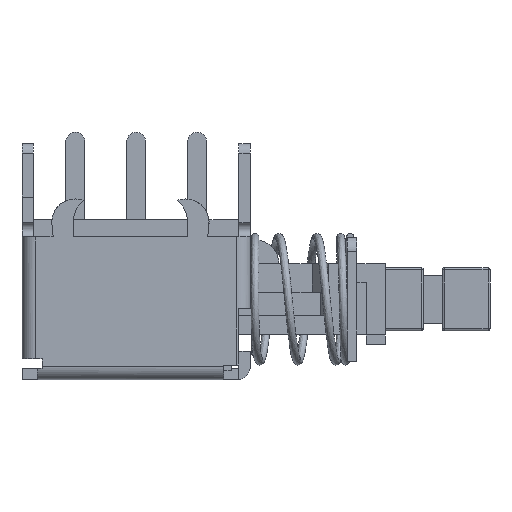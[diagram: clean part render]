
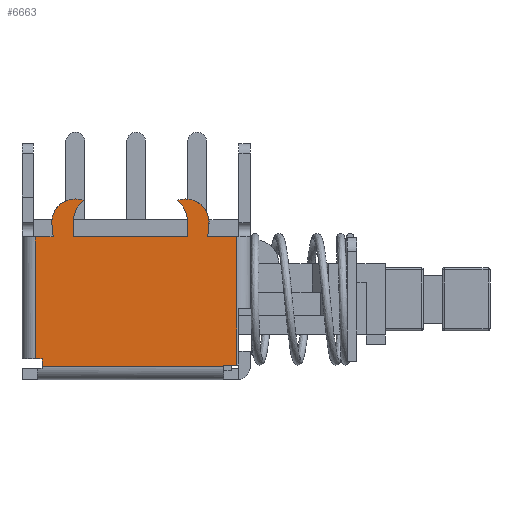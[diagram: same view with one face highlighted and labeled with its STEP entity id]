
A CAD part, left-side view. The second image highlights one B-rep face of the part: STEP entity #6663.
In plain terms, the highlighted planar face has unit normal (-1, 0, 0).
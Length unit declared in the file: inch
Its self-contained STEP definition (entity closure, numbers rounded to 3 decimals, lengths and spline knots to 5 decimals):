
#5877=CARTESIAN_POINT('',(-0.14173,-0.8211,-0.81186));
#5878=VERTEX_POINT('',#5877);
#5885=CARTESIAN_POINT('',(-0.14173,-0.8211,-0.81461));
#5886=VERTEX_POINT('',#5885);
#5887=CARTESIAN_POINT('',(-0.14173,-0.8211,-0.81461));
#5888=DIRECTION('',(0.0,0.0,1.0));
#5889=VECTOR('',#5888,0.00276);
#5890=LINE('',#5887,#5889);
#5891=EDGE_CURVE('',#5886,#5878,#5890,.T.);
#6292=CARTESIAN_POINT('',(-0.14173,-0.74616,-0.51146));
#6293=VERTEX_POINT('',#6292);
#6302=CARTESIAN_POINT('',(-0.14173,-0.72587,-0.47091));
#6303=VERTEX_POINT('',#6302);
#6304=CARTESIAN_POINT('',(-0.14173,-0.68764,-0.5154));
#6305=DIRECTION('',(1.0,0.0,0.0));
#6306=DIRECTION('',(0.0,1.0,0.0));
#6307=AXIS2_PLACEMENT_3D('',#6304,#6305,#6306);
#6308=CIRCLE('',#6307,0.05866);
#6309=EDGE_CURVE('',#6303,#6293,#6308,.T.);
#6486=CARTESIAN_POINT('',(-0.14173,-0.51021,-0.51146));
#6487=VERTEX_POINT('',#6486);
#6503=CARTESIAN_POINT('',(-0.14173,-0.5305,-0.47091));
#6504=VERTEX_POINT('',#6503);
#6511=CARTESIAN_POINT('',(-0.14173,-0.56874,-0.5154));
#6512=DIRECTION('',(1.0,0.0,0.0));
#6513=DIRECTION('',(0.0,-0.652,-0.758));
#6514=AXIS2_PLACEMENT_3D('',#6511,#6512,#6513);
#6515=CIRCLE('',#6514,0.05866);
#6516=EDGE_CURVE('',#6487,#6504,#6515,.T.);
#6521=CARTESIAN_POINT('',(-0.14173,-0.86953,-0.83193));
#6522=DIRECTION('',(-1.0,0.0,0.0));
#6523=DIRECTION('',(0.0,0.0,1.0));
#6524=AXIS2_PLACEMENT_3D('',#6521,#6522,#6523);
#6525=PLANE('',#6524);
#6526=CARTESIAN_POINT('',(-0.14173,-0.7463,-0.51146));
#6527=VERTEX_POINT('',#6526);
#6528=CARTESIAN_POINT('',(-0.14173,-0.7463,-0.51146));
#6529=DIRECTION('',(0.0,1.0,0.0));
#6530=VECTOR('',#6529,0.00013);
#6531=LINE('',#6528,#6530);
#6532=EDGE_CURVE('',#6527,#6293,#6531,.T.);
#6533=ORIENTED_EDGE('',*,*,#6532,.F.);
#6534=CARTESIAN_POINT('',(-0.14173,-0.7463,-0.54689));
#6535=VERTEX_POINT('',#6534);
#6536=CARTESIAN_POINT('',(-0.14173,-0.7463,-0.54689));
#6537=DIRECTION('',(0.0,0.0,1.0));
#6538=VECTOR('',#6537,0.03543);
#6539=LINE('',#6536,#6538);
#6540=EDGE_CURVE('',#6535,#6527,#6539,.T.);
#6541=ORIENTED_EDGE('',*,*,#6540,.F.);
#6542=CARTESIAN_POINT('',(-0.14173,-0.51008,-0.54689));
#6543=VERTEX_POINT('',#6542);
#6544=CARTESIAN_POINT('',(-0.14173,-0.51008,-0.54689));
#6545=DIRECTION('',(0.0,-1.0,0.0));
#6546=VECTOR('',#6545,0.23622);
#6547=LINE('',#6544,#6546);
#6548=EDGE_CURVE('',#6543,#6535,#6547,.T.);
#6549=ORIENTED_EDGE('',*,*,#6548,.F.);
#6550=CARTESIAN_POINT('',(-0.14173,-0.51008,-0.51146));
#6551=VERTEX_POINT('',#6550);
#6552=CARTESIAN_POINT('',(-0.14173,-0.51008,-0.51146));
#6553=DIRECTION('',(0.0,0.0,-1.0));
#6554=VECTOR('',#6553,0.03543);
#6555=LINE('',#6552,#6554);
#6556=EDGE_CURVE('',#6551,#6543,#6555,.T.);
#6557=ORIENTED_EDGE('',*,*,#6556,.F.);
#6558=CARTESIAN_POINT('',(-0.14173,-0.51021,-0.51146));
#6559=DIRECTION('',(0.0,1.0,0.0));
#6560=VECTOR('',#6559,0.00013);
#6561=LINE('',#6558,#6560);
#6562=EDGE_CURVE('',#6487,#6551,#6561,.T.);
#6563=ORIENTED_EDGE('',*,*,#6562,.F.);
#6564=ORIENTED_EDGE('',*,*,#6516,.T.);
#6565=CARTESIAN_POINT('',(-0.14173,-0.46573,-0.52161));
#6566=VERTEX_POINT('',#6565);
#6567=CARTESIAN_POINT('',(-0.14173,-0.51433,-0.51697));
#6568=DIRECTION('',(-1.0,0.0,0.0));
#6569=DIRECTION('',(0.0,-0.331,0.944));
#6570=AXIS2_PLACEMENT_3D('',#6567,#6568,#6569);
#6571=CIRCLE('',#6570,0.04882);
#6572=EDGE_CURVE('',#6504,#6566,#6571,.T.);
#6573=ORIENTED_EDGE('',*,*,#6572,.T.);
#6574=CARTESIAN_POINT('',(-0.14173,-0.46815,-0.54689));
#6575=VERTEX_POINT('',#6574);
#6576=CARTESIAN_POINT('',(-0.14173,-0.46573,-0.52161));
#6577=DIRECTION('',(0.0,-0.095,-0.995));
#6578=VECTOR('',#6577,0.0254);
#6579=LINE('',#6576,#6578);
#6580=EDGE_CURVE('',#6566,#6575,#6579,.T.);
#6581=ORIENTED_EDGE('',*,*,#6580,.T.);
#6582=CARTESIAN_POINT('',(-0.14173,-0.43134,-0.54689));
#6583=VERTEX_POINT('',#6582);
#6584=CARTESIAN_POINT('',(-0.14173,-0.46815,-0.54689));
#6585=DIRECTION('',(0.0,1.0,0.));
#6586=VECTOR('',#6585,0.03681);
#6587=LINE('',#6584,#6586);
#6588=EDGE_CURVE('',#6575,#6583,#6587,.T.);
#6589=ORIENTED_EDGE('',*,*,#6588,.T.);
#6590=CARTESIAN_POINT('',(-0.14173,-0.43134,-0.79926));
#6591=VERTEX_POINT('',#6590);
#6592=CARTESIAN_POINT('',(-0.14173,-0.43134,-0.79926));
#6593=DIRECTION('',(0.0,0.0,1.0));
#6594=VECTOR('',#6593,0.25236);
#6595=LINE('',#6592,#6594);
#6596=EDGE_CURVE('',#6591,#6583,#6595,.T.);
#6597=ORIENTED_EDGE('',*,*,#6596,.F.);
#6598=CARTESIAN_POINT('',(-0.14173,-0.44551,-0.79926));
#6599=VERTEX_POINT('',#6598);
#6600=CARTESIAN_POINT('',(-0.14173,-0.43134,-0.79926));
#6601=DIRECTION('',(0.0,-1.0,0.0));
#6602=VECTOR('',#6601,0.01417);
#6603=LINE('',#6600,#6602);
#6604=EDGE_CURVE('',#6591,#6599,#6603,.T.);
#6605=ORIENTED_EDGE('',*,*,#6604,.T.);
#6606=CARTESIAN_POINT('',(-0.14173,-0.44551,-0.81461));
#6607=VERTEX_POINT('',#6606);
#6608=CARTESIAN_POINT('',(-0.14173,-0.44551,-0.79926));
#6609=DIRECTION('',(0.0,0.0,-1.0));
#6610=VECTOR('',#6609,0.01535);
#6611=LINE('',#6608,#6610);
#6612=EDGE_CURVE('',#6599,#6607,#6611,.T.);
#6613=ORIENTED_EDGE('',*,*,#6612,.T.);
#6614=CARTESIAN_POINT('',(-0.14173,-0.8211,-0.81461));
#6615=DIRECTION('',(0.0,1.0,0.0));
#6616=VECTOR('',#6615,0.37559);
#6617=LINE('',#6614,#6616);
#6618=EDGE_CURVE('',#5886,#6607,#6617,.T.);
#6619=ORIENTED_EDGE('',*,*,#6618,.F.);
#6620=ORIENTED_EDGE('',*,*,#5891,.T.);
#6621=CARTESIAN_POINT('',(-0.14173,-0.84866,-0.81186));
#6622=VERTEX_POINT('',#6621);
#6623=CARTESIAN_POINT('',(-0.14173,-0.8211,-0.81186));
#6624=DIRECTION('',(0.0,-1.0,0.0));
#6625=VECTOR('',#6624,0.02756);
#6626=LINE('',#6623,#6625);
#6627=EDGE_CURVE('',#5878,#6622,#6626,.T.);
#6628=ORIENTED_EDGE('',*,*,#6627,.T.);
#6629=CARTESIAN_POINT('',(-0.14173,-0.84866,-0.54689));
#6630=VERTEX_POINT('',#6629);
#6631=CARTESIAN_POINT('',(-0.14173,-0.84866,-0.54689));
#6632=DIRECTION('',(0.0,0.0,-1.0));
#6633=VECTOR('',#6632,0.26496);
#6634=LINE('',#6631,#6633);
#6635=EDGE_CURVE('',#6630,#6622,#6634,.T.);
#6636=ORIENTED_EDGE('',*,*,#6635,.F.);
#6637=CARTESIAN_POINT('',(-0.14173,-0.78823,-0.54689));
#6638=VERTEX_POINT('',#6637);
#6639=CARTESIAN_POINT('',(-0.14173,-0.84866,-0.54689));
#6640=DIRECTION('',(0.0,1.0,0.0));
#6641=VECTOR('',#6640,0.06043);
#6642=LINE('',#6639,#6641);
#6643=EDGE_CURVE('',#6630,#6638,#6642,.T.);
#6644=ORIENTED_EDGE('',*,*,#6643,.T.);
#6645=CARTESIAN_POINT('',(-0.14173,-0.79064,-0.52161));
#6646=VERTEX_POINT('',#6645);
#6647=CARTESIAN_POINT('',(-0.14173,-0.78823,-0.54689));
#6648=DIRECTION('',(0.0,-0.095,0.995));
#6649=VECTOR('',#6648,0.0254);
#6650=LINE('',#6647,#6649);
#6651=EDGE_CURVE('',#6638,#6646,#6650,.T.);
#6652=ORIENTED_EDGE('',*,*,#6651,.T.);
#6653=CARTESIAN_POINT('',(-0.14173,-0.74204,-0.51697));
#6654=DIRECTION('',(-1.0,0.0,0.0));
#6655=DIRECTION('',(0.0,-0.995,-0.095));
#6656=AXIS2_PLACEMENT_3D('',#6653,#6654,#6655);
#6657=CIRCLE('',#6656,0.04882);
#6658=EDGE_CURVE('',#6646,#6303,#6657,.T.);
#6659=ORIENTED_EDGE('',*,*,#6658,.T.);
#6660=ORIENTED_EDGE('',*,*,#6309,.T.);
#6661=EDGE_LOOP('',(#6533,#6541,#6549,#6557,#6563,#6564,#6573,#6581,#6589,#6597,#6605,#6613,#6619,#6620,#6628,#6636,#6644,#6652,#6659,#6660));
#6662=FACE_OUTER_BOUND('',#6661,.T.);
#6663=ADVANCED_FACE('',(#6662),#6525,.T.);
